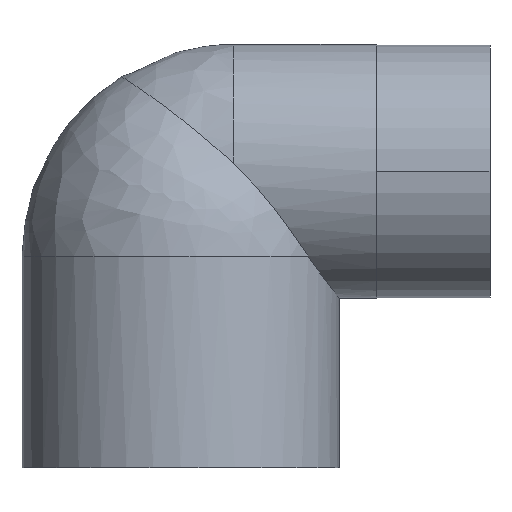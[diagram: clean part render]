
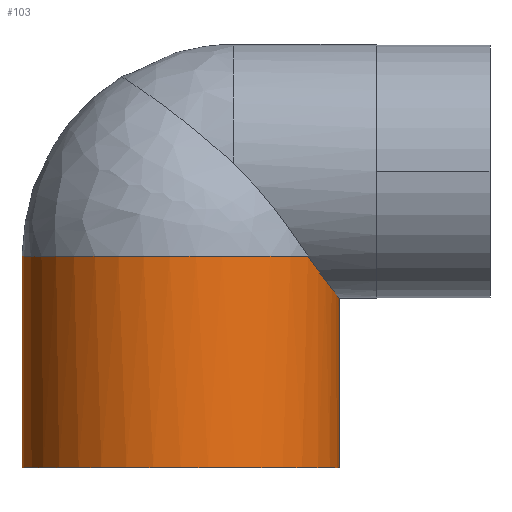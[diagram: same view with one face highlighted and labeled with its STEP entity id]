
A CAD part, front view. The second image highlights one B-rep face of the part: STEP entity #103.
In plain terms, the highlighted cylindrical face has radius 30 mm (diameter 60 mm), a partial arc.
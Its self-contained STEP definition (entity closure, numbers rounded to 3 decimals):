
#103=ADVANCED_FACE('',(#208),#209,.T.);
#208=FACE_OUTER_BOUND('',#374,.T.);
#209=CYLINDRICAL_SURFACE('',#375,30.0);
#374=EDGE_LOOP('',(#652,#653,#654,#655,#656));
#375=AXIS2_PLACEMENT_3D('',#657,#658,#659);
#652=ORIENTED_EDGE('',*,*,#762,.F.);
#653=ORIENTED_EDGE('',*,*,#693,.T.);
#654=ORIENTED_EDGE('',*,*,#687,.T.);
#655=ORIENTED_EDGE('',*,*,#692,.F.);
#656=ORIENTED_EDGE('',*,*,#760,.F.);
#657=CARTESIAN_POINT('',(0.,0.0,74.681));
#658=DIRECTION('',(0.0,0.0,1.0));
#659=DIRECTION('',(-1.0,0.0,0.0));
#687=EDGE_CURVE('',#792,#793,#794,.T.);
#692=EDGE_CURVE('',#801,#793,#802,.T.);
#693=EDGE_CURVE('',#803,#792,#804,.T.);
#760=EDGE_CURVE('',#896,#801,#898,.T.);
#762=EDGE_CURVE('',#803,#896,#900,.T.);
#792=VERTEX_POINT('',#1012);
#793=VERTEX_POINT('',#1013);
#794=CIRCLE('',#1014,30.0);
#801=VERTEX_POINT('',#1021);
#802=LINE('',#1022,#1023);
#803=VERTEX_POINT('',#1024);
#804=LINE('',#1025,#1026);
#896=VERTEX_POINT('',#1287);
#898=B_SPLINE_CURVE_WITH_KNOTS('',3,(#1304,#1305,#1306,#1307,#1308,#1309,#1310,#1311,#1312,#1313,#1314,#1315,#1316,#1317,#1318,#1319,#1320),.UNSPECIFIED.,.F.,.F.,(4,1,1,1,1,1,1,1,1,1,1,1,1,1,4),(0.0,0.071,0.143,0.214,0.286,0.357,0.429,0.5,0.571,0.643,0.714,0.786,0.857,0.929,1.0),.UNSPECIFIED.);
#900=CIRCLE('',#1322,30.0);
#1012=CARTESIAN_POINT('',(-30.0,0.0,0.0));
#1013=CARTESIAN_POINT('',(30.0,0.0,0.));
#1014=AXIS2_PLACEMENT_3D('',#1396,#1397,#1398);
#1021=CARTESIAN_POINT('',(30.0,0.0,32.0));
#1022=CARTESIAN_POINT('',(30.0,0.0,32.0));
#1023=VECTOR('',#1408,32.0);
#1024=CARTESIAN_POINT('',(-30.0,0.0,40.0));
#1025=CARTESIAN_POINT('',(-30.0,0.0,40.0));
#1026=VECTOR('',#1409,40.0);
#1287=CARTESIAN_POINT('',(24.083,-17.889,40.0));
#1304=CARTESIAN_POINT('',(24.083,-17.889,40.0));
#1305=CARTESIAN_POINT('',(24.357,-17.519,39.587));
#1306=CARTESIAN_POINT('',(24.894,-16.762,38.798));
#1307=CARTESIAN_POINT('',(25.654,-15.574,37.716));
#1308=CARTESIAN_POINT('',(26.362,-14.342,36.736));
#1309=CARTESIAN_POINT('',(27.011,-13.08,35.859));
#1310=CARTESIAN_POINT('',(27.594,-11.798,35.083));
#1311=CARTESIAN_POINT('',(28.114,-10.499,34.402));
#1312=CARTESIAN_POINT('',(28.569,-9.191,33.814));
#1313=CARTESIAN_POINT('',(28.957,-7.882,33.317));
#1314=CARTESIAN_POINT('',(29.282,-6.572,32.904));
#1315=CARTESIAN_POINT('',(29.546,-5.257,32.57));
#1316=CARTESIAN_POINT('',(29.75,-3.941,32.313));
#1317=CARTESIAN_POINT('',(29.894,-2.628,32.132));
#1318=CARTESIAN_POINT('',(29.981,-1.313,32.024));
#1319=CARTESIAN_POINT('',(30.0,-0.437,32.0));
#1320=CARTESIAN_POINT('',(30.0,0.0,32.0));
#1322=AXIS2_PLACEMENT_3D('',#1500,#1501,#1502);
#1396=CARTESIAN_POINT('',(0.0,0.0,0.));
#1397=DIRECTION('',(0.0,0.0,1.0));
#1398=DIRECTION('',(-1.0,0.0,0.0));
#1408=DIRECTION('',(0.0,0.0,-1.0));
#1409=DIRECTION('',(0.0,0.0,-1.0));
#1500=CARTESIAN_POINT('',(0.,0.0,40.0));
#1501=DIRECTION('',(0.0,0.0,1.0));
#1502=DIRECTION('',(-1.0,0.0,0.0));
